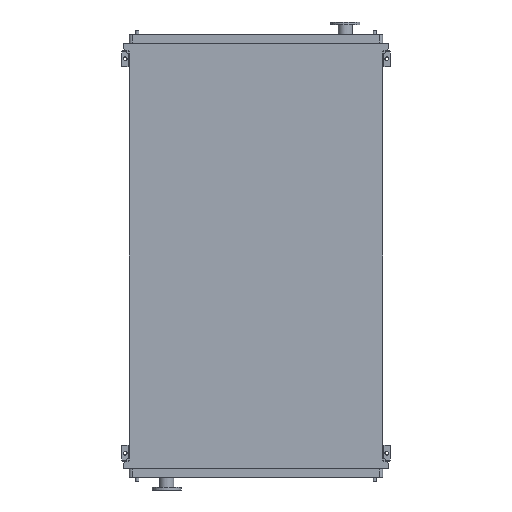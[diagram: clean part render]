
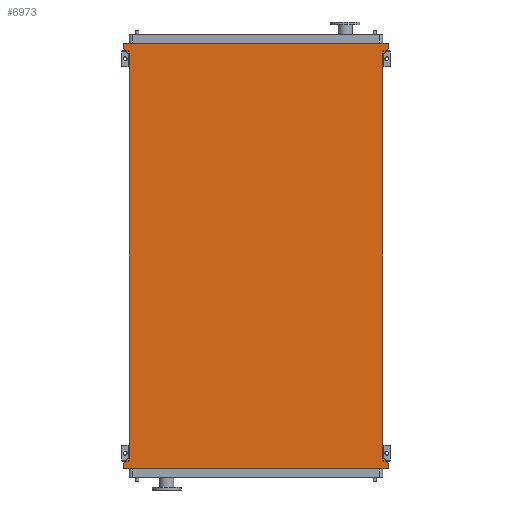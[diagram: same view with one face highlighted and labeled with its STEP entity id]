
A CAD part, front view. The second image highlights one B-rep face of the part: STEP entity #6973.
In plain terms, the highlighted planar face has unit normal (0, -1, 0).
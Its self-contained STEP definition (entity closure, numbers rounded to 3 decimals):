
#30 = VECTOR ( 'NONE', #8121, 1000. ) ;
#163 = VECTOR ( 'NONE', #5065, 1000. ) ;
#243 = AXIS2_PLACEMENT_3D ( 'NONE', #8533, #11528, #2645 ) ;
#752 = VECTOR ( 'NONE', #4016, 1000. ) ;
#845 = CARTESIAN_POINT ( 'NONE',  ( -1011., 0., 53. ) ) ;
#1028 = LINE ( 'NONE', #18185, #16850 ) ;
#1808 = VERTEX_POINT ( 'NONE', #9974 ) ;
#1959 = EDGE_CURVE ( 'NONE', #8465, #13989, #15757, .T. ) ;
#2210 = EDGE_CURVE ( 'NONE', #13292, #6301, #12018, .T. ) ;
#2344 = VERTEX_POINT ( 'NONE', #8045 ) ;
#2645 = DIRECTION ( 'NONE',  ( 0., 0., -1. ) ) ;
#2684 = VERTEX_POINT ( 'NONE', #2946 ) ;
#2809 = LINE ( 'NONE', #7105, #9734 ) ;
#2946 = CARTESIAN_POINT ( 'NONE',  ( 1011., 0., -3145. ) ) ;
#2976 = CARTESIAN_POINT ( 'NONE',  ( 965., 0., -3050. ) ) ;
#3190 = CARTESIAN_POINT ( 'NONE',  ( 1011., 0., 53. ) ) ;
#3204 = ORIENTED_EDGE ( 'NONE', *, *, #17276, .F. ) ;
#3231 = FACE_OUTER_BOUND ( 'NONE', #16335, .T. ) ;
#3255 = CARTESIAN_POINT ( 'NONE',  ( -965., 0., -3050. ) ) ;
#3433 = CARTESIAN_POINT ( 'NONE',  ( -965., 0., 0. ) ) ;
#3445 = VECTOR ( 'NONE', #7422, 1000. ) ;
#3539 = VECTOR ( 'NONE', #13530, 1000. ) ;
#3657 = VERTEX_POINT ( 'NONE', #845 ) ;
#4014 = ORIENTED_EDGE ( 'NONE', *, *, #10026, .F. ) ;
#4016 = DIRECTION ( 'NONE',  ( 0., 0., 1. ) ) ;
#4082 = ORIENTED_EDGE ( 'NONE', *, *, #5936, .T. ) ;
#4295 = LINE ( 'NONE', #6376, #8242 ) ;
#4504 = CARTESIAN_POINT ( 'NONE',  ( 1011., 0., 53. ) ) ;
#5065 = DIRECTION ( 'NONE',  ( 0., 0., 1. ) ) ;
#5161 = LINE ( 'NONE', #12928, #752 ) ;
#5181 = VERTEX_POINT ( 'NONE', #13883 ) ;
#5326 = ORIENTED_EDGE ( 'NONE', *, *, #1959, .F. ) ;
#5437 = EDGE_CURVE ( 'NONE', #15912, #7900, #18694, .T. ) ;
#5697 = CARTESIAN_POINT ( 'NONE',  ( -1011., 0., 53. ) ) ;
#5936 = EDGE_CURVE ( 'NONE', #1808, #13989, #5161, .T. ) ;
#6134 = VECTOR ( 'NONE', #16155, 1000. ) ;
#6301 = VERTEX_POINT ( 'NONE', #3433 ) ;
#6376 = CARTESIAN_POINT ( 'NONE',  ( 1011., 0., -3103. ) ) ;
#6973 = ADVANCED_FACE ( 'NONE', ( #3231 ), #17456, .T. ) ;
#7024 = DIRECTION ( 'NONE',  ( 1., 0., 0. ) ) ;
#7064 = LINE ( 'NONE', #19208, #6134 ) ;
#7105 = CARTESIAN_POINT ( 'NONE',  ( -1011., 0., -3145. ) ) ;
#7292 = VECTOR ( 'NONE', #7024, 1000. ) ;
#7422 = DIRECTION ( 'NONE',  ( 0.655, 0., -0.755 ) ) ;
#7900 = VERTEX_POINT ( 'NONE', #13105 ) ;
#7941 = LINE ( 'NONE', #14967, #3539 ) ;
#8016 = EDGE_CURVE ( 'NONE', #1808, #8584, #15778, .T. ) ;
#8045 = CARTESIAN_POINT ( 'NONE',  ( -1011., 0., -3103. ) ) ;
#8121 = DIRECTION ( 'NONE',  ( 0., 0., -1. ) ) ;
#8242 = VECTOR ( 'NONE', #16865, 1000. ) ;
#8293 = VECTOR ( 'NONE', #14940, 1000. ) ;
#8465 = VERTEX_POINT ( 'NONE', #3190 ) ;
#8476 = CARTESIAN_POINT ( 'NONE',  ( 965., 0., 0. ) ) ;
#8533 = CARTESIAN_POINT ( 'NONE',  ( -965., 0., -3050. ) ) ;
#8584 = VERTEX_POINT ( 'NONE', #14109 ) ;
#8940 = ORIENTED_EDGE ( 'NONE', *, *, #19282, .F. ) ;
#9259 = DIRECTION ( 'NONE',  ( 0.655, 0., 0.755 ) ) ;
#9731 = ORIENTED_EDGE ( 'NONE', *, *, #5437, .F. ) ;
#9734 = VECTOR ( 'NONE', #17530, 1000. ) ;
#9974 = CARTESIAN_POINT ( 'NONE',  ( 965., 0., -3050. ) ) ;
#10026 = EDGE_CURVE ( 'NONE', #8584, #2684, #4295, .T. ) ;
#11004 = ORIENTED_EDGE ( 'NONE', *, *, #14029, .F. ) ;
#11352 = CARTESIAN_POINT ( 'NONE',  ( -1011., 0., 95. ) ) ;
#11420 = ORIENTED_EDGE ( 'NONE', *, *, #12013, .F. ) ;
#11528 = DIRECTION ( 'NONE',  ( 0., -1., 0. ) ) ;
#11691 = DIRECTION ( 'NONE',  ( 0., 0., 1. ) ) ;
#12013 = EDGE_CURVE ( 'NONE', #2684, #5181, #7941, .T. ) ;
#12018 = LINE ( 'NONE', #14011, #163 ) ;
#12601 = CARTESIAN_POINT ( 'NONE',  ( 1011., 0., 95. ) ) ;
#12928 = CARTESIAN_POINT ( 'NONE',  ( 965., 0., -3050. ) ) ;
#13105 = CARTESIAN_POINT ( 'NONE',  ( 1011., 0., 95. ) ) ;
#13194 = ORIENTED_EDGE ( 'NONE', *, *, #8016, .F. ) ;
#13292 = VERTEX_POINT ( 'NONE', #3255 ) ;
#13530 = DIRECTION ( 'NONE',  ( -1., 0., 0. ) ) ;
#13883 = CARTESIAN_POINT ( 'NONE',  ( -1011., 0., -3145. ) ) ;
#13989 = VERTEX_POINT ( 'NONE', #8476 ) ;
#14011 = CARTESIAN_POINT ( 'NONE',  ( -965., 0., -3050. ) ) ;
#14029 = EDGE_CURVE ( 'NONE', #5181, #2344, #2809, .T. ) ;
#14109 = CARTESIAN_POINT ( 'NONE',  ( 1011., 0., -3103. ) ) ;
#14940 = DIRECTION ( 'NONE',  ( -0.655, 0., -0.755 ) ) ;
#14963 = VECTOR ( 'NONE', #11691, 1000. ) ;
#14967 = CARTESIAN_POINT ( 'NONE',  ( 1011., 0., -3145. ) ) ;
#15347 = ORIENTED_EDGE ( 'NONE', *, *, #2210, .F. ) ;
#15757 = LINE ( 'NONE', #4504, #8293 ) ;
#15778 = LINE ( 'NONE', #2976, #3445 ) ;
#15846 = LINE ( 'NONE', #12601, #30 ) ;
#15912 = VERTEX_POINT ( 'NONE', #11352 ) ;
#15956 = CARTESIAN_POINT ( 'NONE',  ( -1011., 0., 95. ) ) ;
#16155 = DIRECTION ( 'NONE',  ( -0.655, 0., 0.755 ) ) ;
#16290 = EDGE_CURVE ( 'NONE', #2344, #13292, #1028, .T. ) ;
#16335 = EDGE_LOOP ( 'NONE', ( #4082, #5326, #8940, #9731, #19136, #3204, #15347, #17708, #11004, #11420, #4014, #13194 ) ) ;
#16850 = VECTOR ( 'NONE', #9259, 1000. ) ;
#16865 = DIRECTION ( 'NONE',  ( 0., 0., -1. ) ) ;
#17276 = EDGE_CURVE ( 'NONE', #6301, #3657, #7064, .T. ) ;
#17456 = PLANE ( 'NONE',  #243 ) ;
#17530 = DIRECTION ( 'NONE',  ( 0., 0., 1. ) ) ;
#17708 = ORIENTED_EDGE ( 'NONE', *, *, #16290, .F. ) ;
#18185 = CARTESIAN_POINT ( 'NONE',  ( -1011., 0., -3103. ) ) ;
#18270 = EDGE_CURVE ( 'NONE', #3657, #15912, #18911, .T. ) ;
#18694 = LINE ( 'NONE', #15956, #7292 ) ;
#18911 = LINE ( 'NONE', #5697, #14963 ) ;
#19136 = ORIENTED_EDGE ( 'NONE', *, *, #18270, .F. ) ;
#19208 = CARTESIAN_POINT ( 'NONE',  ( -965., 0., 0. ) ) ;
#19282 = EDGE_CURVE ( 'NONE', #7900, #8465, #15846, .T. ) ;
